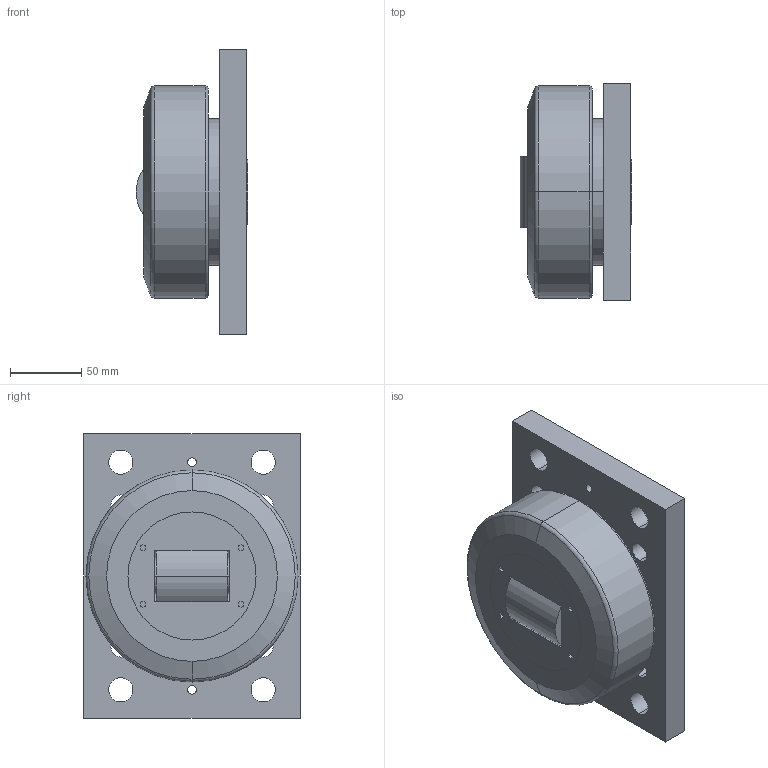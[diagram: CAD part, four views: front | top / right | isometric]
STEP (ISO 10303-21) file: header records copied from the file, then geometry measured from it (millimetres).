
FILE_DESCRIPTION (( 'STEP AP203' ), '1' );
FILE_NAME ('CRT_811CA4B9C6.step', '2019-08-12T13:59:58', ( '' ), ( '' ), 'SwSTEP 2.0', 'SolidWorks 2018', '' );
FILE_SCHEMA (( 'CONFIG_CONTROL_DESIGN' ));
Length unit declared in the file: inch
Products named in the file (3): CRT_811CA4B9C6; 0nfH0fHxJZ_CADModel_0
Assembly tree (1 placements, depth 2):
  CRT_811CA4B9C6
    0nfH0fHxJZ_CADModel_0
  0nfH0fHxJZ_CADModel_0
Bounding box: 78.5 x 152.4 x 200 mm (x, y, z)
Volume: 1396595.6 mm3; surface area: 197722.1 mm2
Topology: 5 solids, 5 shells, 105 faces, 249 edges, 161 vertices
Faces by surface type: cylinder 48, plane 45, cone 8, torus 4
Entity records: 3717 total; most frequent: CARTESIAN_POINT 894, DIRECTION 557, ORIENTED_EDGE 494, EDGE_CURVE 247, AXIS2_PLACEMENT_3D 208, VERTEX_POINT 161, EDGE_LOOP 142, VECTOR 141
